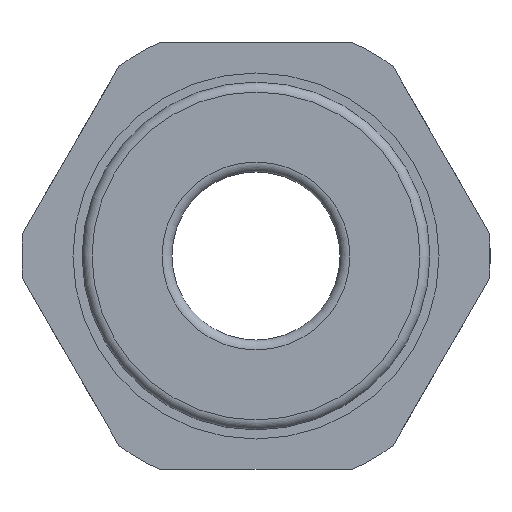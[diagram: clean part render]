
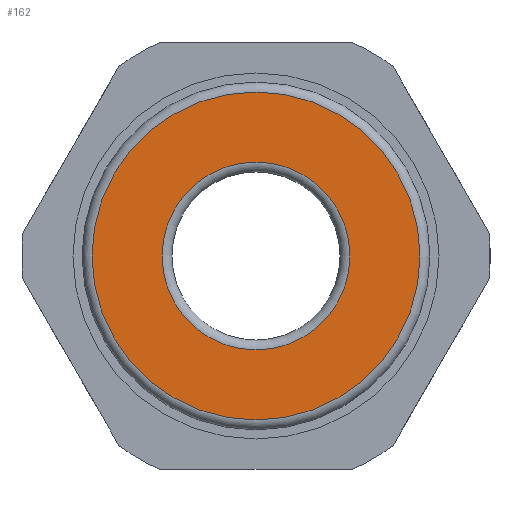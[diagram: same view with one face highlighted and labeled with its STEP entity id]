
A CAD part, left-side view. The second image highlights one B-rep face of the part: STEP entity #162.
In plain terms, the highlighted planar face has unit normal (-1, 0, 0).
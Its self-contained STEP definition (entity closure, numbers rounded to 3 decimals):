
#162 = ADVANCED_FACE( '', ( #367, #368 ), #369, .T. );
#367 = FACE_BOUND( '', #616, .T. );
#368 = FACE_OUTER_BOUND( '', #617, .T. );
#369 = PLANE( '', #618 );
#616 = EDGE_LOOP( '', ( #1015 ) );
#617 = EDGE_LOOP( '', ( #1016 ) );
#618 = AXIS2_PLACEMENT_3D( '', #1017, #1018, #1019 );
#1015 = ORIENTED_EDGE( '', *, *, #1520, .T. );
#1016 = ORIENTED_EDGE( '', *, *, #1535, .F. );
#1017 = CARTESIAN_POINT( '', ( 0., 12.678, 0. ) );
#1018 = DIRECTION( '', ( -1., 0., 0. ) );
#1019 = DIRECTION( '', ( 0., 0., 1. ) );
#1520 = EDGE_CURVE( '', #1847, #1847, #1848, .T. );
#1535 = EDGE_CURVE( '', #1872, #1872, #1873, .T. );
#1847 = VERTEX_POINT( '', #2356 );
#1848 = CIRCLE( '', #2357, 7.265 );
#1872 = VERTEX_POINT( '', #2391 );
#1873 = CIRCLE( '', #2392, 12.678 );
#2356 = CARTESIAN_POINT( '', ( 0., 0., -7.265 ) );
#2357 = AXIS2_PLACEMENT_3D( '', #2716, #2717, #2718 );
#2391 = CARTESIAN_POINT( '', ( 0., 0., -12.678 ) );
#2392 = AXIS2_PLACEMENT_3D( '', #2729, #2730, #2731 );
#2716 = CARTESIAN_POINT( '', ( 0., 0., 0. ) );
#2717 = DIRECTION( '', ( 1., 0., 0. ) );
#2718 = DIRECTION( '', ( 0., 0., -1. ) );
#2729 = CARTESIAN_POINT( '', ( 0., 0., 0. ) );
#2730 = DIRECTION( '', ( 1., 0., 0. ) );
#2731 = DIRECTION( '', ( 0., 0., -1. ) );
